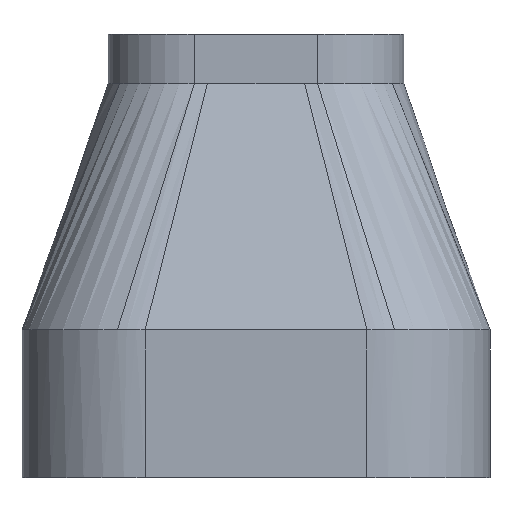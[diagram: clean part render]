
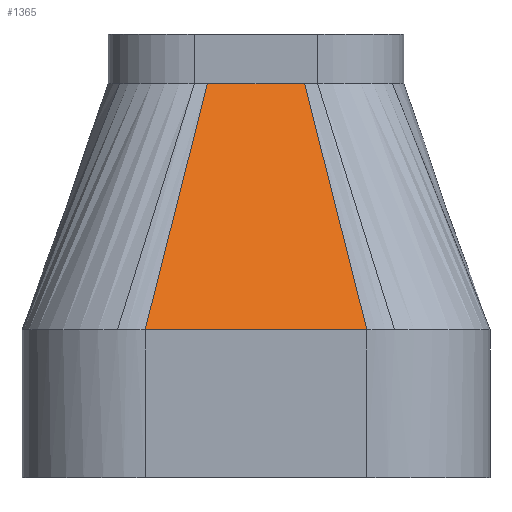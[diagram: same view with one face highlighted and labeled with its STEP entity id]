
A CAD part, front view. The second image highlights one B-rep face of the part: STEP entity #1365.
In plain terms, the highlighted free-form (B-spline) face has degree [1, 1] with [2, 2] control points.
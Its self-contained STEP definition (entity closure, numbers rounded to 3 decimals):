
#714 = VERTEX_POINT('',#715);
#715 = CARTESIAN_POINT('',(-4.5,-8.,0.));
#748 = VERTEX_POINT('',#749);
#749 = CARTESIAN_POINT('',(4.5,-8.,0.));
#755 = EDGE_CURVE('',#714,#748,#756,.T.);
#756 = LINE('',#757,#758);
#757 = CARTESIAN_POINT('',(-4.5,-8.,0.));
#758 = VECTOR('',#759,1.);
#759 = DIRECTION('',(1.,0.,0.));
#1178 = VERTEX_POINT('',#1179);
#1179 = CARTESIAN_POINT('',(1.969,-3.5,10.));
#1185 = EDGE_CURVE('',#1186,#1178,#1188,.T.);
#1186 = VERTEX_POINT('',#1187);
#1187 = CARTESIAN_POINT('',(-1.969,-3.5,10.));
#1188 = LINE('',#1189,#1190);
#1189 = CARTESIAN_POINT('',(-2.5,-3.5,10.));
#1190 = VECTOR('',#1191,1.);
#1191 = DIRECTION('',(1.,0.,0.));
#1346 = EDGE_CURVE('',#714,#1186,#1347,.T.);
#1347 = B_SPLINE_CURVE_WITH_KNOTS('',1,(#1348,#1349),.UNSPECIFIED.,.F.,
  .F.,(2,2),(0.,1.),.PIECEWISE_BEZIER_KNOTS.);
#1348 = CARTESIAN_POINT('',(-4.5,-8.,0.));
#1349 = CARTESIAN_POINT('',(-1.969,-3.5,10.));
#1365 = ADVANCED_FACE('',(#1366),#1376,.T.);
#1366 = FACE_BOUND('',#1367,.T.);
#1367 = EDGE_LOOP('',(#1368,#1369,#1374,#1375));
#1368 = ORIENTED_EDGE('',*,*,#755,.T.);
#1369 = ORIENTED_EDGE('',*,*,#1370,.T.);
#1370 = EDGE_CURVE('',#748,#1178,#1371,.T.);
#1371 = B_SPLINE_CURVE_WITH_KNOTS('',1,(#1372,#1373),.UNSPECIFIED.,.F.,
  .F.,(2,2),(0.,1.),.PIECEWISE_BEZIER_KNOTS.);
#1372 = CARTESIAN_POINT('',(4.5,-8.,0.));
#1373 = CARTESIAN_POINT('',(1.969,-3.5,10.));
#1374 = ORIENTED_EDGE('',*,*,#1185,.F.);
#1375 = ORIENTED_EDGE('',*,*,#1346,.F.);
#1376 = B_SPLINE_SURFACE_WITH_KNOTS('',1,1,(
    (#1377,#1378)
    ,(#1379,#1380
    )),.UNSPECIFIED.,.F.,.F.,.F.,(2,2),(2,2),(0.,9.),(0.,1.)
  ,.PIECEWISE_BEZIER_KNOTS.);
#1377 = CARTESIAN_POINT('',(-4.5,-8.,0.));
#1378 = CARTESIAN_POINT('',(-1.969,-3.5,10.));
#1379 = CARTESIAN_POINT('',(4.5,-8.,0.));
#1380 = CARTESIAN_POINT('',(1.969,-3.5,10.));
